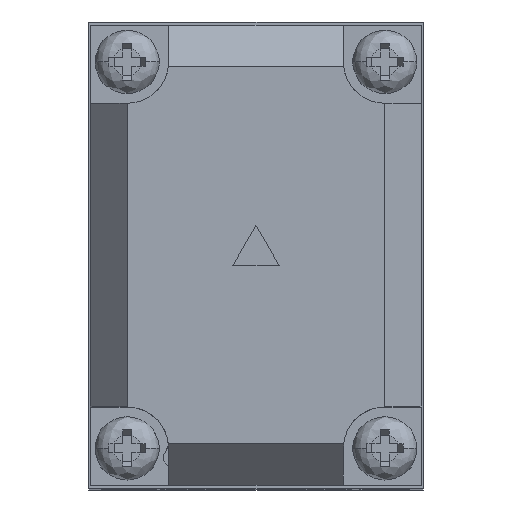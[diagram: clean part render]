
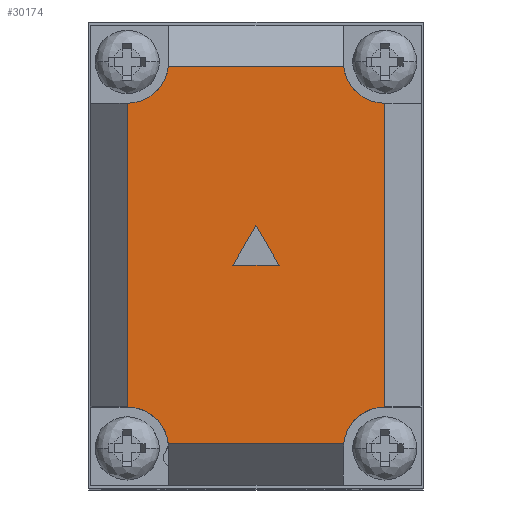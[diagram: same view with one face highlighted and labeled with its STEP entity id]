
A CAD part, top view. The second image highlights one B-rep face of the part: STEP entity #30174.
In plain terms, the highlighted planar face has unit normal (0, 0, 1).
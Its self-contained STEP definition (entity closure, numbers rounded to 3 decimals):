
#1015 = ORIENTED_EDGE ( 'NONE', *, *, #25656, .F. ) ;
#2080 = CARTESIAN_POINT ( 'NONE',  ( 13.181, -15.383, 56.5 ) ) ;
#2961 = ORIENTED_EDGE ( 'NONE', *, *, #27365, .F. ) ;
#2986 = LINE ( 'NONE', #15027, #19919 ) ;
#3115 = CARTESIAN_POINT ( 'NONE',  ( 13.181, -19.883, 56.5 ) ) ;
#5278 = CARTESIAN_POINT ( 'NONE',  ( -18.819, 26.117, 56.5 ) ) ;
#5445 = VERTEX_POINT ( 'NONE', #75929 ) ;
#7065 = EDGE_LOOP ( 'NONE', ( #39754, #51541, #27611, #21759, #10560, #55526, #1015, #55844 ) ) ;
#7165 = DIRECTION ( 'NONE',  ( -1., 0., 0. ) ) ;
#8337 = EDGE_CURVE ( 'NONE', #66735, #5445, #37834, .T. ) ;
#8468 = LINE ( 'NONE', #75297, #58400 ) ;
#9137 = DIRECTION ( 'NONE',  ( 0., 0., 1. ) ) ;
#9562 = VERTEX_POINT ( 'NONE', #10654 ) ;
#9776 = DIRECTION ( 'NONE',  ( -0.5, -0.866, 0. ) ) ;
#10521 = EDGE_CURVE ( 'NONE', #64563, #11434, #68967, .T. ) ;
#10560 = ORIENTED_EDGE ( 'NONE', *, *, #62631, .F. ) ;
#10654 = CARTESIAN_POINT ( 'NONE',  ( -0.819, 4.347, 56.5 ) ) ;
#10962 = EDGE_CURVE ( 'NONE', #5445, #51655, #2986, .T. ) ;
#11434 = VERTEX_POINT ( 'NONE', #51044 ) ;
#13046 = DIRECTION ( 'NONE',  ( 1., 0., 0. ) ) ;
#14281 = CARTESIAN_POINT ( 'NONE',  ( -3.319, 0.017, 56.5 ) ) ;
#15027 = CARTESIAN_POINT ( 'NONE',  ( 13.181, 26.117, 56.5 ) ) ;
#18285 = FACE_BOUND ( 'NONE', #47561, .T. ) ;
#19919 = VECTOR ( 'NONE', #32517, 1000. ) ;
#21759 = ORIENTED_EDGE ( 'NONE', *, *, #34113, .F. ) ;
#22112 = PLANE ( 'NONE',  #50721 ) ;
#22740 = LINE ( 'NONE', #61884, #23720 ) ;
#23720 = VECTOR ( 'NONE', #7165, 1000. ) ;
#25656 = EDGE_CURVE ( 'NONE', #51655, #70620, #64493, .T. ) ;
#27365 = EDGE_CURVE ( 'NONE', #9562, #64563, #8468, .T. ) ;
#27611 = ORIENTED_EDGE ( 'NONE', *, *, #57702, .F. ) ;
#27652 = CARTESIAN_POINT ( 'NONE',  ( -14.819, -19.883, 56.5 ) ) ;
#28103 = CARTESIAN_POINT ( 'NONE',  ( -14.819, 22.117, 56.5 ) ) ;
#29211 = CARTESIAN_POINT ( 'NONE',  ( -14.819, -15.383, 56.5 ) ) ;
#30174 = ADVANCED_FACE ( 'NONE', ( #34413, #18285 ), #22112, .F. ) ;
#30393 = LINE ( 'NONE', #61318, #76431 ) ;
#32517 = DIRECTION ( 'NONE',  ( 0., -1., 0. ) ) ;
#32754 = CIRCLE ( 'NONE', #48624, 4.5 ) ;
#33124 = AXIS2_PLACEMENT_3D ( 'NONE', #3115, #9137, #57573 ) ;
#33964 = VERTEX_POINT ( 'NONE', #64501 ) ;
#34113 = EDGE_CURVE ( 'NONE', #40582, #58372, #30393, .T. ) ;
#34413 = FACE_OUTER_BOUND ( 'NONE', #7065, .T. ) ;
#34782 = DIRECTION ( 'NONE',  ( 0., 0., -1. ) ) ;
#35298 = DIRECTION ( 'NONE',  ( -1., 0., 0. ) ) ;
#35606 = CARTESIAN_POINT ( 'NONE',  ( -14.819, 17.617, 56.5 ) ) ;
#37064 = CARTESIAN_POINT ( 'NONE',  ( -18.819, 21.617, 56.5 ) ) ;
#37834 = CIRCLE ( 'NONE', #56782, 4.5 ) ;
#38168 = CARTESIAN_POINT ( 'NONE',  ( 8.709, -19.383, 56.5 ) ) ;
#39754 = ORIENTED_EDGE ( 'NONE', *, *, #8337, .F. ) ;
#40262 = EDGE_CURVE ( 'NONE', #70620, #70075, #22740, .T. ) ;
#40582 = VERTEX_POINT ( 'NONE', #29211 ) ;
#47561 = EDGE_LOOP ( 'NONE', ( #76534, #75409, #2961 ) ) ;
#48624 = AXIS2_PLACEMENT_3D ( 'NONE', #27652, #57636, #57382 ) ;
#50270 = CARTESIAN_POINT ( 'NONE',  ( -18.819, 0.017, 56.5 ) ) ;
#50346 = CARTESIAN_POINT ( 'NONE',  ( -10.347, -19.383, 56.5 ) ) ;
#50514 = CARTESIAN_POINT ( 'NONE',  ( 13.181, 22.117, 56.5 ) ) ;
#50721 = AXIS2_PLACEMENT_3D ( 'NONE', #5278, #34782, #35298 ) ;
#51044 = CARTESIAN_POINT ( 'NONE',  ( 1.681, 0.017, 56.5 ) ) ;
#51541 = ORIENTED_EDGE ( 'NONE', *, *, #67586, .F. ) ;
#51655 = VERTEX_POINT ( 'NONE', #2080 ) ;
#52098 = VECTOR ( 'NONE', #68648, 1000. ) ;
#54886 = LINE ( 'NONE', #37064, #68081 ) ;
#55220 = LINE ( 'NONE', #62437, #59868 ) ;
#55526 = ORIENTED_EDGE ( 'NONE', *, *, #40262, .F. ) ;
#55844 = ORIENTED_EDGE ( 'NONE', *, *, #10962, .F. ) ;
#56483 = CARTESIAN_POINT ( 'NONE',  ( 8.709, 21.617, 56.5 ) ) ;
#56782 = AXIS2_PLACEMENT_3D ( 'NONE', #50514, #75430, #56840 ) ;
#56840 = DIRECTION ( 'NONE',  ( 1., 0., 0. ) ) ;
#57382 = DIRECTION ( 'NONE',  ( 1., 0., 0. ) ) ;
#57573 = DIRECTION ( 'NONE',  ( 1., 0., 0. ) ) ;
#57636 = DIRECTION ( 'NONE',  ( 0., 0., 1. ) ) ;
#57702 = EDGE_CURVE ( 'NONE', #58372, #33964, #59343, .T. ) ;
#58372 = VERTEX_POINT ( 'NONE', #35606 ) ;
#58400 = VECTOR ( 'NONE', #9776, 1000. ) ;
#58860 = DIRECTION ( 'NONE',  ( 1., 0., 0. ) ) ;
#59343 = CIRCLE ( 'NONE', #60301, 4.5 ) ;
#59868 = VECTOR ( 'NONE', #63493, 1000. ) ;
#60301 = AXIS2_PLACEMENT_3D ( 'NONE', #28103, #76164, #58860 ) ;
#61318 = CARTESIAN_POINT ( 'NONE',  ( -14.819, 26.117, 56.5 ) ) ;
#61884 = CARTESIAN_POINT ( 'NONE',  ( -18.819, -19.383, 56.5 ) ) ;
#62437 = CARTESIAN_POINT ( 'NONE',  ( 1.681, 0.017, 56.5 ) ) ;
#62631 = EDGE_CURVE ( 'NONE', #70075, #40582, #32754, .T. ) ;
#63203 = EDGE_CURVE ( 'NONE', #11434, #9562, #55220, .T. ) ;
#63493 = DIRECTION ( 'NONE',  ( -0.5, 0.866, 0. ) ) ;
#64493 = CIRCLE ( 'NONE', #33124, 4.5 ) ;
#64501 = CARTESIAN_POINT ( 'NONE',  ( -10.347, 21.617, 56.5 ) ) ;
#64563 = VERTEX_POINT ( 'NONE', #14281 ) ;
#66735 = VERTEX_POINT ( 'NONE', #56483 ) ;
#67586 = EDGE_CURVE ( 'NONE', #33964, #66735, #54886, .T. ) ;
#68081 = VECTOR ( 'NONE', #13046, 1000. ) ;
#68648 = DIRECTION ( 'NONE',  ( 1., 0., 0. ) ) ;
#68967 = LINE ( 'NONE', #50270, #52098 ) ;
#70075 = VERTEX_POINT ( 'NONE', #50346 ) ;
#70620 = VERTEX_POINT ( 'NONE', #38168 ) ;
#73618 = DIRECTION ( 'NONE',  ( 0., 1., 0. ) ) ;
#75297 = CARTESIAN_POINT ( 'NONE',  ( -0.819, 4.347, 56.5 ) ) ;
#75409 = ORIENTED_EDGE ( 'NONE', *, *, #10521, .F. ) ;
#75430 = DIRECTION ( 'NONE',  ( 0., 0., 1. ) ) ;
#75929 = CARTESIAN_POINT ( 'NONE',  ( 13.181, 17.617, 56.5 ) ) ;
#76164 = DIRECTION ( 'NONE',  ( 0., 0., 1. ) ) ;
#76431 = VECTOR ( 'NONE', #73618, 1000. ) ;
#76534 = ORIENTED_EDGE ( 'NONE', *, *, #63203, .F. ) ;
